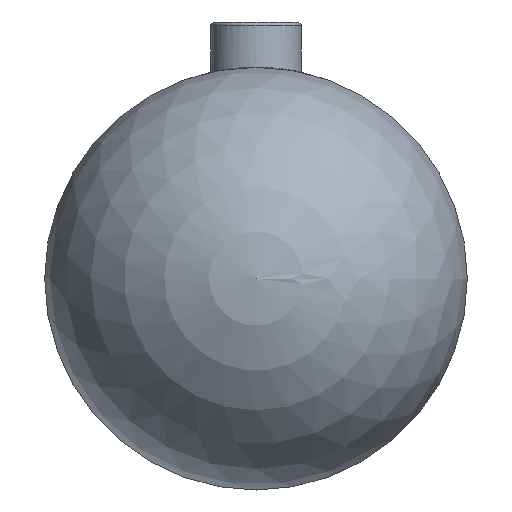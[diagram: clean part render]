
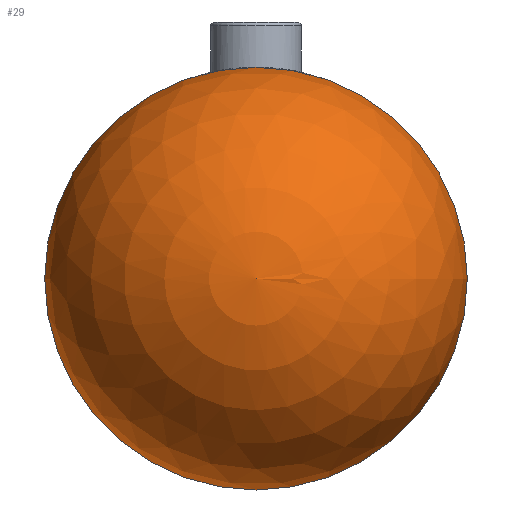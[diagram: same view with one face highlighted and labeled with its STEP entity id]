
A CAD part, front view. The second image highlights one B-rep face of the part: STEP entity #29.
In plain terms, the highlighted spherical face has radius 14 mm.
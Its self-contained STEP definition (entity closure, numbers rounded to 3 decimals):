
#2 = EDGE_CURVE ( 'NONE', #86, #88, #136, .T. ) ;
#18 = EDGE_CURVE ( 'NONE', #88, #86, #119, .T. ) ;
#29 = ADVANCED_FACE ( 'NONE', ( #251 ), #228, .T. ) ;
#45 = EDGE_LOOP ( 'NONE', ( #53, #55 ) ) ;
#53 = ORIENTED_EDGE ( 'NONE', *, *, #18, .F. ) ;
#55 = ORIENTED_EDGE ( 'NONE', *, *, #2, .F. ) ;
#62 = CARTESIAN_POINT ( 'NONE',  ( 0., 14., 0. ) ) ;
#86 = VERTEX_POINT ( 'NONE', #285 ) ;
#88 = VERTEX_POINT ( 'NONE', #270 ) ;
#109 = AXIS2_PLACEMENT_3D ( 'NONE', #62, #192, #410 ) ;
#119 = CIRCLE ( 'NONE', #158, 14. ) ;
#136 = CIRCLE ( 'NONE', #109, 14. ) ;
#139 = AXIS2_PLACEMENT_3D ( 'NONE', #247, #240, #244 ) ;
#158 = AXIS2_PLACEMENT_3D ( 'NONE', #210, #215, #219 ) ;
#192 = DIRECTION ( 'NONE',  ( 0., 1., 0. ) ) ;
#210 = CARTESIAN_POINT ( 'NONE',  ( 0., 14., 0. ) ) ;
#215 = DIRECTION ( 'NONE',  ( 0., 1., 0. ) ) ;
#219 = DIRECTION ( 'NONE',  ( 0., 0., -1. ) ) ;
#228 = SPHERICAL_SURFACE ( 'NONE', #139, 14. ) ;
#240 = DIRECTION ( 'NONE',  ( 0., 1., 0. ) ) ;
#244 = DIRECTION ( 'NONE',  ( 1., 0., 0. ) ) ;
#247 = CARTESIAN_POINT ( 'NONE',  ( 0., 14., 0. ) ) ;
#251 = FACE_OUTER_BOUND ( 'NONE', #45, .T. ) ;
#270 = CARTESIAN_POINT ( 'NONE',  ( 0., 14., -14. ) ) ;
#285 = CARTESIAN_POINT ( 'NONE',  ( 0., 14., 14. ) ) ;
#410 = DIRECTION ( 'NONE',  ( 0., 0., -1. ) ) ;
